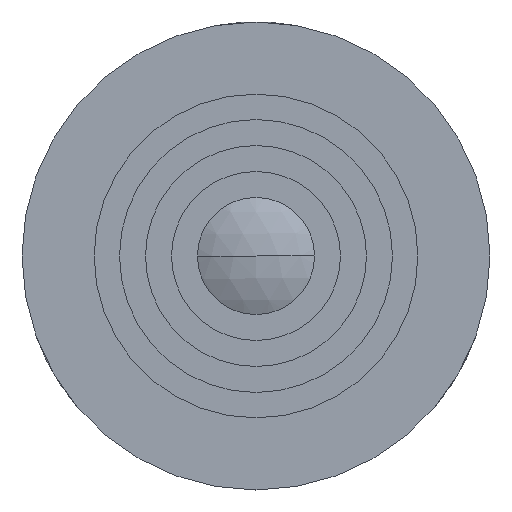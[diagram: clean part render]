
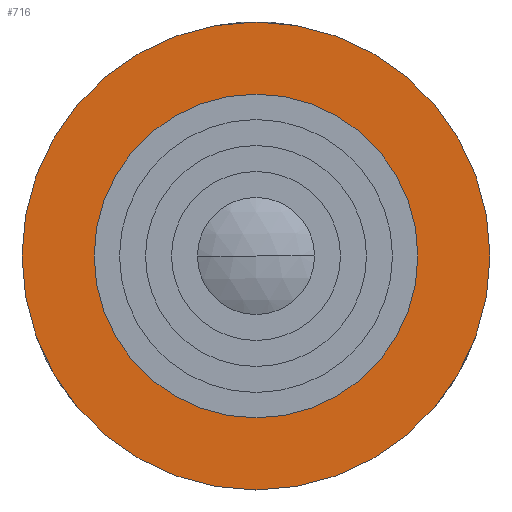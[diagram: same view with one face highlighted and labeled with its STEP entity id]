
A CAD part, left-side view. The second image highlights one B-rep face of the part: STEP entity #716.
In plain terms, the highlighted planar face has unit normal (-1, 0, 0).
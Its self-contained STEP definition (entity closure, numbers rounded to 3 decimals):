
#34 = FACE_BOUND ( 'NONE', #2148, .T. ) ;
#63 = DIRECTION ( 'NONE',  ( 0., 0., -1. ) ) ;
#159 = CARTESIAN_POINT ( 'NONE',  ( 0., 0., 0. ) ) ;
#185 = CIRCLE ( 'NONE', #549, 18. ) ;
#232 = CIRCLE ( 'NONE', #1721, 12.45 ) ;
#374 = DIRECTION ( 'NONE',  ( 0., 0., 1. ) ) ;
#454 = CARTESIAN_POINT ( 'NONE',  ( 0., 0., -12.45 ) ) ;
#470 = ORIENTED_EDGE ( 'NONE', *, *, #1446, .T. ) ;
#481 = CARTESIAN_POINT ( 'NONE',  ( 0., 18., 0. ) ) ;
#549 = AXIS2_PLACEMENT_3D ( 'NONE', #813, #1915, #2400 ) ;
#603 = DIRECTION ( 'NONE',  ( -1., 0., 0. ) ) ;
#635 = DIRECTION ( 'NONE',  ( 0., 0., 1. ) ) ;
#662 = CARTESIAN_POINT ( 'NONE',  ( 0., 0., 0. ) ) ;
#678 = ORIENTED_EDGE ( 'NONE', *, *, #2231, .F. ) ;
#716 = ADVANCED_FACE ( 'NONE', ( #34, #1131 ), #2025, .F. ) ;
#726 = VERTEX_POINT ( 'NONE', #454 ) ;
#768 = CARTESIAN_POINT ( 'NONE',  ( 0., 0., 0. ) ) ;
#813 = CARTESIAN_POINT ( 'NONE',  ( 0., 0., 0. ) ) ;
#958 = DIRECTION ( 'NONE',  ( 1., 0., 0. ) ) ;
#1099 = AXIS2_PLACEMENT_3D ( 'NONE', #481, #958, #63 ) ;
#1131 = FACE_OUTER_BOUND ( 'NONE', #1374, .T. ) ;
#1152 = AXIS2_PLACEMENT_3D ( 'NONE', #768, #1647, #1425 ) ;
#1337 = AXIS2_PLACEMENT_3D ( 'NONE', #159, #603, #374 ) ;
#1374 = EDGE_LOOP ( 'NONE', ( #2856, #470 ) ) ;
#1425 = DIRECTION ( 'NONE',  ( 0., 0., 1. ) ) ;
#1446 = EDGE_CURVE ( 'NONE', #2779, #1745, #2418, .T. ) ;
#1538 = EDGE_CURVE ( 'NONE', #1745, #2779, #185, .T. ) ;
#1564 = EDGE_CURVE ( 'NONE', #726, #1702, #2376, .T. ) ;
#1647 = DIRECTION ( 'NONE',  ( -1., 0., 0. ) ) ;
#1702 = VERTEX_POINT ( 'NONE', #1985 ) ;
#1721 = AXIS2_PLACEMENT_3D ( 'NONE', #662, #2861, #635 ) ;
#1745 = VERTEX_POINT ( 'NONE', #1891 ) ;
#1891 = CARTESIAN_POINT ( 'NONE',  ( 0., 0., 18. ) ) ;
#1915 = DIRECTION ( 'NONE',  ( -1., 0., 0. ) ) ;
#1985 = CARTESIAN_POINT ( 'NONE',  ( 0., 0., 12.45 ) ) ;
#1993 = ORIENTED_EDGE ( 'NONE', *, *, #1564, .F. ) ;
#2003 = CARTESIAN_POINT ( 'NONE',  ( 0., 0., -18. ) ) ;
#2025 = PLANE ( 'NONE',  #1099 ) ;
#2148 = EDGE_LOOP ( 'NONE', ( #678, #1993 ) ) ;
#2231 = EDGE_CURVE ( 'NONE', #1702, #726, #232, .T. ) ;
#2376 = CIRCLE ( 'NONE', #1337, 12.45 ) ;
#2400 = DIRECTION ( 'NONE',  ( 0., 0., 1. ) ) ;
#2418 = CIRCLE ( 'NONE', #1152, 18. ) ;
#2779 = VERTEX_POINT ( 'NONE', #2003 ) ;
#2856 = ORIENTED_EDGE ( 'NONE', *, *, #1538, .T. ) ;
#2861 = DIRECTION ( 'NONE',  ( -1., 0., 0. ) ) ;
